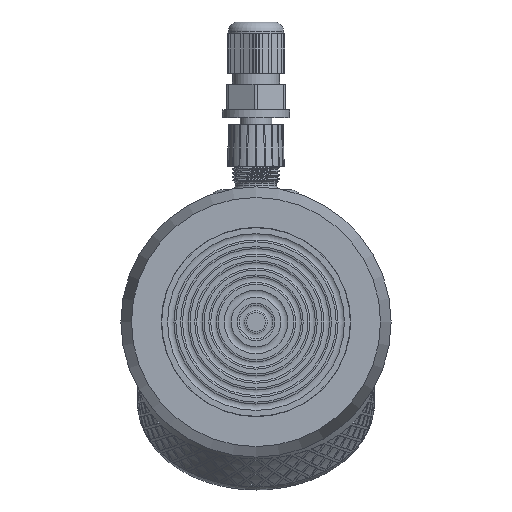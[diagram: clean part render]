
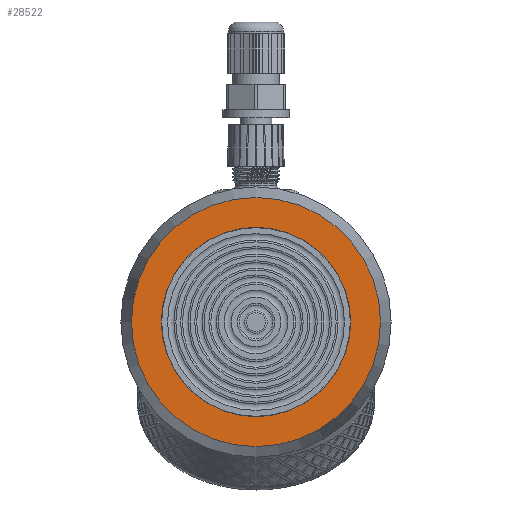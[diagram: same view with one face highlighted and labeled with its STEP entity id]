
A CAD part, left-side view. The second image highlights one B-rep face of the part: STEP entity #28522.
In plain terms, the highlighted planar face has unit normal (-1, 0, 0).
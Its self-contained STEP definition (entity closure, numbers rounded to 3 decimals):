
#133=FACE_BOUND('',#3804,.T.);
#1442=PLANE('',#30527);
#1963=FACE_OUTER_BOUND('',#3803,.T.);
#3803=EDGE_LOOP('',(#19370));
#3804=EDGE_LOOP('',(#19371));
#5869=CIRCLE('',#30518,24.);
#5874=CIRCLE('',#30528,31.571);
#11575=VERTEX_POINT('',#40850);
#11577=VERTEX_POINT('',#40863);
#14632=EDGE_CURVE('',#11575,#11575,#5869,.T.);
#14638=EDGE_CURVE('',#11577,#11577,#5874,.T.);
#19370=ORIENTED_EDGE('',*,*,#14638,.F.);
#19371=ORIENTED_EDGE('',*,*,#14632,.T.);
#28522=ADVANCED_FACE('',(#1963,#133),#1442,.T.);
#30518=AXIS2_PLACEMENT_3D('',#40851,#32209,#32210);
#30527=AXIS2_PLACEMENT_3D('',#40862,#32228,#32229);
#30528=AXIS2_PLACEMENT_3D('',#40864,#32230,#32231);
#32209=DIRECTION('center_axis',(1.,0.,0.));
#32210=DIRECTION('ref_axis',(0.,1.,0.));
#32228=DIRECTION('center_axis',(-1.,0.,0.));
#32229=DIRECTION('ref_axis',(0.,0.,1.));
#32230=DIRECTION('center_axis',(1.,0.,0.));
#32231=DIRECTION('ref_axis',(0.,0.,-1.));
#40850=CARTESIAN_POINT('',(-31.,-24.,0.));
#40851=CARTESIAN_POINT('Origin',(-31.,0.,0.));
#40862=CARTESIAN_POINT('Origin',(-31.,31.571,0.));
#40863=CARTESIAN_POINT('',(-31.,-31.571,0.));
#40864=CARTESIAN_POINT('Origin',(-31.,0.,0.));
